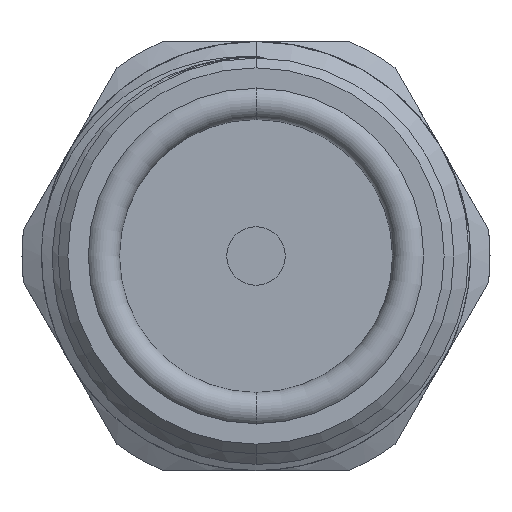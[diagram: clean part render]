
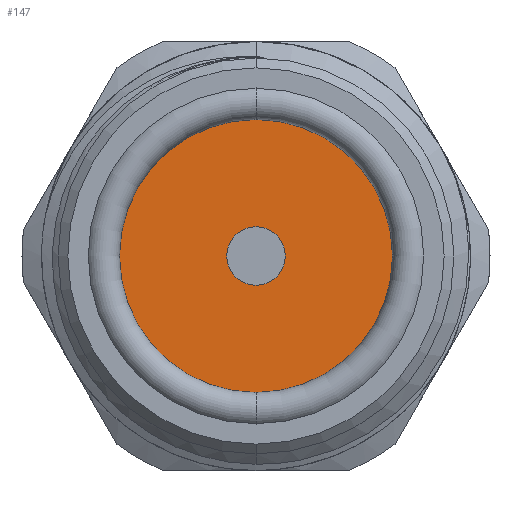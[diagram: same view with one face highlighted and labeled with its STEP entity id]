
A CAD part, front view. The second image highlights one B-rep face of the part: STEP entity #147.
In plain terms, the highlighted planar face has unit normal (0, -1, 0).
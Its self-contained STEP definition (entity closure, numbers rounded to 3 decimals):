
#51 = DIRECTION ( 'NONE',  ( 0., 0., -1. ) ) ;
#147 = ADVANCED_FACE ( 'NONE', ( #3174, #4010 ), #773, .T. ) ;
#207 = EDGE_LOOP ( 'NONE', ( #988, #2119 ) ) ;
#435 = EDGE_CURVE ( 'NONE', #2728, #2320, #2154, .T. ) ;
#464 = DIRECTION ( 'NONE',  ( 0., -1., 0. ) ) ;
#515 = CARTESIAN_POINT ( 'NONE',  ( 0., 14.9, 0. ) ) ;
#747 = EDGE_CURVE ( 'NONE', #879, #2092, #3896, .T. ) ;
#773 = PLANE ( 'NONE',  #3572 ) ;
#839 = DIRECTION ( 'NONE',  ( 0., 0., -1. ) ) ;
#879 = VERTEX_POINT ( 'NONE', #2846 ) ;
#905 = ORIENTED_EDGE ( 'NONE', *, *, #3883, .F. ) ;
#964 = CARTESIAN_POINT ( 'NONE',  ( 0., 14.9, 0. ) ) ;
#981 = EDGE_LOOP ( 'NONE', ( #905, #2201 ) ) ;
#988 = ORIENTED_EDGE ( 'NONE', *, *, #435, .T. ) ;
#1276 = DIRECTION ( 'NONE',  ( 0., 0., -1. ) ) ;
#1288 = CARTESIAN_POINT ( 'NONE',  ( 0., 14.9, 0. ) ) ;
#1603 = DIRECTION ( 'NONE',  ( 0., 0., -1. ) ) ;
#1824 = AXIS2_PLACEMENT_3D ( 'NONE', #515, #2700, #839 ) ;
#2092 = VERTEX_POINT ( 'NONE', #3080 ) ;
#2119 = ORIENTED_EDGE ( 'NONE', *, *, #2342, .T. ) ;
#2154 = CIRCLE ( 'NONE', #1824, 8.6 ) ;
#2194 = CIRCLE ( 'NONE', #3196, 8.6 ) ;
#2201 = ORIENTED_EDGE ( 'NONE', *, *, #747, .F. ) ;
#2206 = CIRCLE ( 'NONE', #3239, 1.5 ) ;
#2212 = DIRECTION ( 'NONE',  ( 0., -1., 0. ) ) ;
#2317 = DIRECTION ( 'NONE',  ( 0., 0., -1. ) ) ;
#2320 = VERTEX_POINT ( 'NONE', #3149 ) ;
#2342 = EDGE_CURVE ( 'NONE', #2320, #2728, #2194, .T. ) ;
#2657 = CARTESIAN_POINT ( 'NONE',  ( 0., 14.9, -8.6 ) ) ;
#2700 = DIRECTION ( 'NONE',  ( 0., -1., 0. ) ) ;
#2728 = VERTEX_POINT ( 'NONE', #2657 ) ;
#2846 = CARTESIAN_POINT ( 'NONE',  ( 0., 14.9, 1.5 ) ) ;
#2941 = CARTESIAN_POINT ( 'NONE',  ( 0., 14.9, 0. ) ) ;
#3065 = AXIS2_PLACEMENT_3D ( 'NONE', #3145, #2212, #51 ) ;
#3080 = CARTESIAN_POINT ( 'NONE',  ( 0., 14.9, -1.5 ) ) ;
#3135 = DIRECTION ( 'NONE',  ( 0., -1., 0. ) ) ;
#3145 = CARTESIAN_POINT ( 'NONE',  ( 0., 14.9, 0. ) ) ;
#3149 = CARTESIAN_POINT ( 'NONE',  ( 0., 14.9, 8.6 ) ) ;
#3174 = FACE_BOUND ( 'NONE', #981, .T. ) ;
#3196 = AXIS2_PLACEMENT_3D ( 'NONE', #964, #3135, #1276 ) ;
#3239 = AXIS2_PLACEMENT_3D ( 'NONE', #1288, #3468, #1603 ) ;
#3468 = DIRECTION ( 'NONE',  ( 0., -1., 0. ) ) ;
#3572 = AXIS2_PLACEMENT_3D ( 'NONE', #2941, #464, #2317 ) ;
#3883 = EDGE_CURVE ( 'NONE', #2092, #879, #2206, .T. ) ;
#3896 = CIRCLE ( 'NONE', #3065, 1.5 ) ;
#4010 = FACE_OUTER_BOUND ( 'NONE', #207, .T. ) ;
